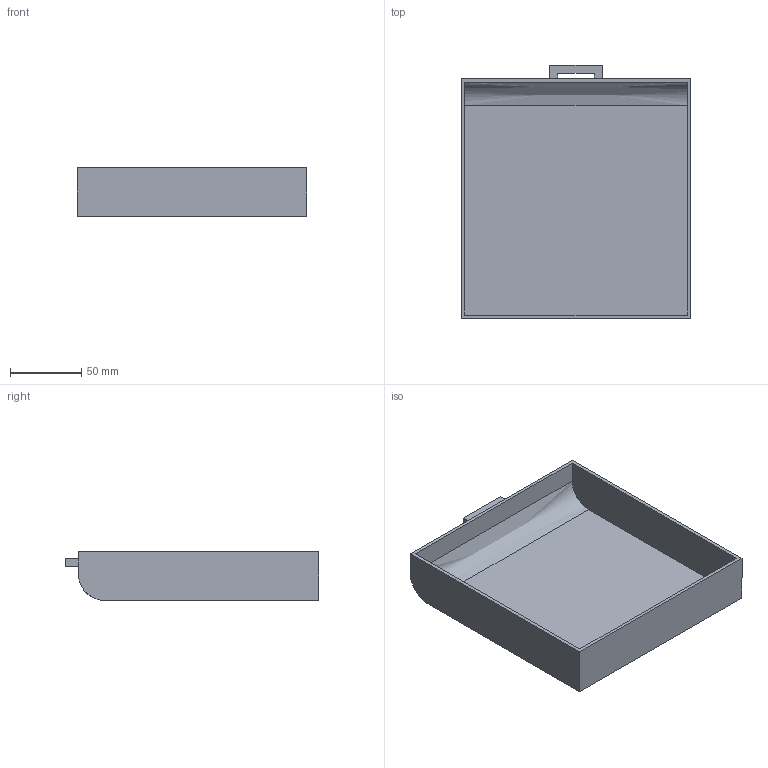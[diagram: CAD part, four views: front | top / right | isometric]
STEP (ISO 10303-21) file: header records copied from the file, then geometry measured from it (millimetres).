
FILE_DESCRIPTION(/* description */ (''),/* implementation_level */ '2;1');
FILE_NAME(/* name */ 'Drawer.step',/* time_stamp */ '2024-08-14T20:54:28-04:00',/* author */ (''),/* organization */ (''),/* preprocessor_version */ 'ST-DEVELOPER v20',/* originating_system */ 'Autodesk Translation Framework v13.14.0.145',/* authorisation */ '');
FILE_SCHEMA (('AUTOMOTIVE_DESIGN { 1 0 10303 214 3 1 1 }'));
Length unit declared in the file: inch
Products named in the file (1): Drawer
Bounding box: 160.59 x 177.47 x 34.23 mm (x, y, z)
Volume: 118881.4 mm3; surface area: 95084.8 mm2
Topology: 1 solids, 1 shells, 21 faces, 54 edges, 36 vertices
Faces by surface type: plane 19, bspline 2
Entity records: 766 total; most frequent: CARTESIAN_POINT 226, ORIENTED_EDGE 108, DIRECTION 86, EDGE_CURVE 54, LINE 46, VECTOR 46, VERTEX_POINT 36, EDGE_LOOP 24
